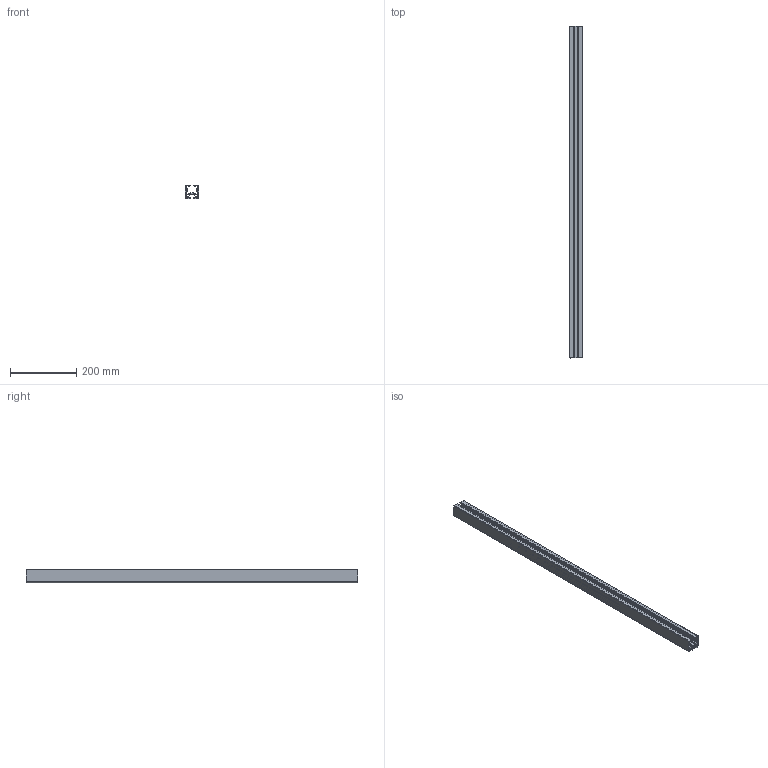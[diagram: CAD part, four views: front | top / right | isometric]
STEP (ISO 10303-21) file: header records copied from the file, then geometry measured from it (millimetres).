
FILE_DESCRIPTION(/* description */ ('KriTec Laufbahnprofil 8 40x40'),/* implementation_level */ '2;1');
FILE_NAME(/* name */ '14245_KriTec_Laufbahnprofil_8_40x40.stp',/* time_stamp */ '2020-02-10T11:29:13+01:00',/* author */ ('jendrek'),/* organization */ (''),/* preprocessor_version */ 'ST-DEVELOPER v17',/* originating_system */ 'Autodesk Inventor 2018',/* authorisation */ '');
FILE_SCHEMA (('AUTOMOTIVE_DESIGN { 1 0 10303 214 3 1 1 }'));
Length unit declared in the file: millimetre
Products named in the file (1): 14245-1000
Bounding box: 40 x 1000 x 40 mm (x, y, z)
Volume: 526431.5 mm3; surface area: 425740.1 mm2
Topology: 1 solids, 1 shells, 216 faces, 642 edges, 428 vertices
Faces by surface type: cylinder 136, plane 80
Entity records: 7405 total; most frequent: DIRECTION 1348, CARTESIAN_POINT 1287, ORIENTED_EDGE 1284, EDGE_CURVE 642, AXIS2_PLACEMENT_3D 489, VERTEX_POINT 428, LINE 370, VECTOR 370
